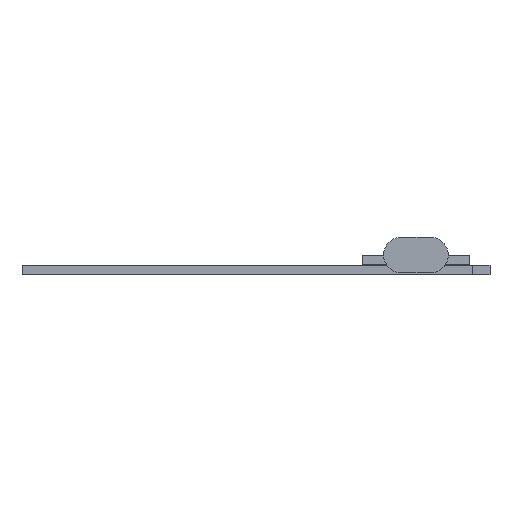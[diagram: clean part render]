
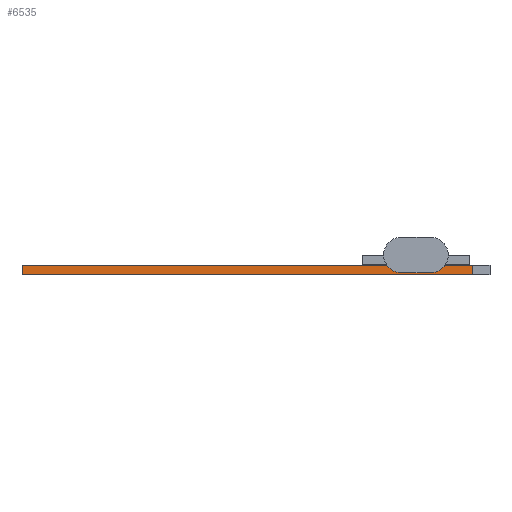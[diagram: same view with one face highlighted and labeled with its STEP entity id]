
A CAD part, left-side view. The second image highlights one B-rep face of the part: STEP entity #6535.
In plain terms, the highlighted planar face has unit normal (-1, 0, 0).
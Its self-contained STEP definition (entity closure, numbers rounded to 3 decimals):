
#1812 = VERTEX_POINT('',#1813);
#1813 = CARTESIAN_POINT('',(-14.326,9.576,0.));
#1819 = EDGE_CURVE('',#1820,#1812,#1822,.T.);
#1820 = VERTEX_POINT('',#1821);
#1821 = CARTESIAN_POINT('',(-14.326,-65.75,0.));
#1822 = LINE('',#1823,#1824);
#1823 = CARTESIAN_POINT('',(-14.326,-65.75,0.));
#1824 = VECTOR('',#1825,1.);
#1825 = DIRECTION('',(0.,1.,0.));
#4160 = VERTEX_POINT('',#4161);
#4161 = CARTESIAN_POINT('',(-14.326,9.576,1.6));
#4167 = EDGE_CURVE('',#4168,#4160,#4170,.T.);
#4168 = VERTEX_POINT('',#4169);
#4169 = CARTESIAN_POINT('',(-14.326,-65.75,1.6));
#4170 = LINE('',#4171,#4172);
#4171 = CARTESIAN_POINT('',(-14.326,-65.75,1.6));
#4172 = VECTOR('',#4173,1.);
#4173 = DIRECTION('',(0.,1.,0.));
#6505 = EDGE_CURVE('',#1812,#4160,#6506,.T.);
#6506 = LINE('',#6507,#6508);
#6507 = CARTESIAN_POINT('',(-14.326,9.576,0.));
#6508 = VECTOR('',#6509,1.);
#6509 = DIRECTION('',(0.,0.,1.));
#6535 = ADVANCED_FACE('',(#6536),#6547,.T.);
#6536 = FACE_BOUND('',#6537,.T.);
#6537 = EDGE_LOOP('',(#6538,#6544,#6545,#6546));
#6538 = ORIENTED_EDGE('',*,*,#6539,.T.);
#6539 = EDGE_CURVE('',#1820,#4168,#6540,.T.);
#6540 = LINE('',#6541,#6542);
#6541 = CARTESIAN_POINT('',(-14.326,-65.75,0.));
#6542 = VECTOR('',#6543,1.);
#6543 = DIRECTION('',(0.,0.,1.));
#6544 = ORIENTED_EDGE('',*,*,#4167,.T.);
#6545 = ORIENTED_EDGE('',*,*,#6505,.F.);
#6546 = ORIENTED_EDGE('',*,*,#1819,.F.);
#6547 = PLANE('',#6548);
#6548 = AXIS2_PLACEMENT_3D('',#6549,#6550,#6551);
#6549 = CARTESIAN_POINT('',(-14.326,-65.75,0.));
#6550 = DIRECTION('',(-1.,0.,0.));
#6551 = DIRECTION('',(0.,1.,0.));
